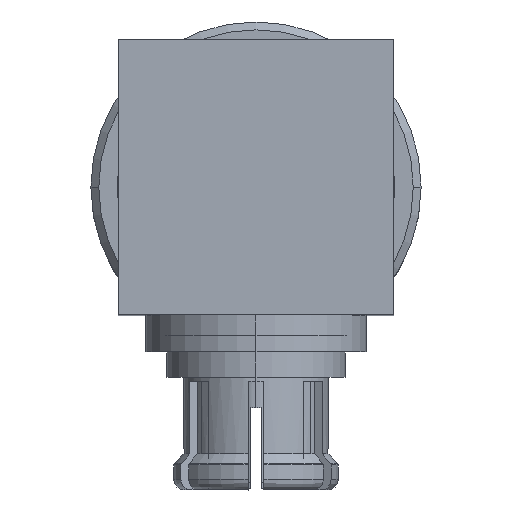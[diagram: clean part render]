
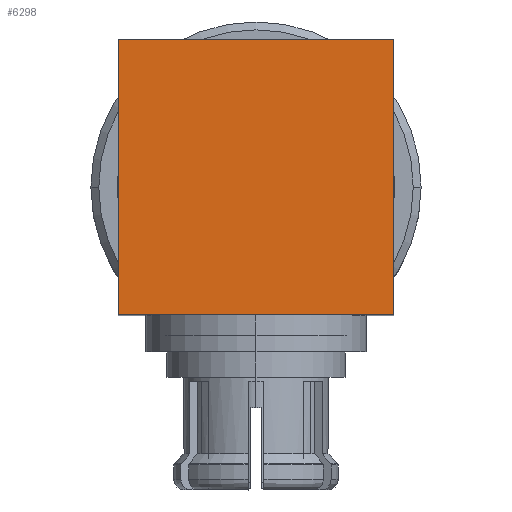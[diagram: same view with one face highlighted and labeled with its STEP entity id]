
A CAD part, top view. The second image highlights one B-rep face of the part: STEP entity #6298.
In plain terms, the highlighted face is planar.
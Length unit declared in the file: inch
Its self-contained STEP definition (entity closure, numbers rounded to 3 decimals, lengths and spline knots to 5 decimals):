
#138 = VERTEX_POINT ( 'NONE', #1232 ) ;
#542 = EDGE_CURVE ( 'NONE', #6567, #1717, #5431, .T. ) ;
#637 = VECTOR ( 'NONE', #5733, 39.37008 ) ;
#815 = CARTESIAN_POINT ( 'NONE',  ( -1.13982, -0.20964, 0.05256 ) ) ;
#1162 = CARTESIAN_POINT ( 'NONE',  ( -1.13982, -0.20964, 0.05256 ) ) ;
#1232 = CARTESIAN_POINT ( 'NONE',  ( -1.13982, -0.10452, -0.05256 ) ) ;
#1429 = VECTOR ( 'NONE', #4730, 39.37008 ) ;
#1520 = EDGE_LOOP ( 'NONE', ( #5242, #2263, #8980, #7524 ) ) ;
#1717 = VERTEX_POINT ( 'NONE', #2983 ) ;
#1863 = PLANE ( 'NONE',  #2965 ) ;
#2263 = ORIENTED_EDGE ( 'NONE', *, *, #3111, .F. ) ;
#2480 = VECTOR ( 'NONE', #4865, 39.37008 ) ;
#2965 = AXIS2_PLACEMENT_3D ( 'NONE', #1162, #3998, #6791 ) ;
#2983 = CARTESIAN_POINT ( 'NONE',  ( -1.13982, -0.20964, -0.05256 ) ) ;
#3111 = EDGE_CURVE ( 'NONE', #1717, #138, #6870, .T. ) ;
#3936 = CARTESIAN_POINT ( 'NONE',  ( -1.13982, -0.20964, 0.05256 ) ) ;
#3998 = DIRECTION ( 'NONE',  ( -1., 0., 0. ) ) ;
#4110 = CARTESIAN_POINT ( 'NONE',  ( -1.13982, 0., -0.05256 ) ) ;
#4242 = LINE ( 'NONE', #7807, #6790 ) ;
#4730 = DIRECTION ( 'NONE',  ( 0., 0., -1. ) ) ;
#4865 = DIRECTION ( 'NONE',  ( 0., 1., 0. ) ) ;
#4896 = EDGE_CURVE ( 'NONE', #5274, #138, #4242, .T. ) ;
#4950 = CARTESIAN_POINT ( 'NONE',  ( -1.13982, -0.20964, 0.05256 ) ) ;
#5242 = ORIENTED_EDGE ( 'NONE', *, *, #4896, .T. ) ;
#5274 = VERTEX_POINT ( 'NONE', #8981 ) ;
#5431 = LINE ( 'NONE', #3936, #1429 ) ;
#5733 = DIRECTION ( 'NONE',  ( 0., 1., 0. ) ) ;
#6298 = ADVANCED_FACE ( 'NONE', ( #9016 ), #1863, .T. ) ;
#6467 = LINE ( 'NONE', #4950, #637 ) ;
#6567 = VERTEX_POINT ( 'NONE', #815 ) ;
#6790 = VECTOR ( 'NONE', #8517, 39.37008 ) ;
#6791 = DIRECTION ( 'NONE',  ( 0., 0., 1. ) ) ;
#6870 = LINE ( 'NONE', #4110, #2480 ) ;
#7524 = ORIENTED_EDGE ( 'NONE', *, *, #8446, .T. ) ;
#7807 = CARTESIAN_POINT ( 'NONE',  ( -1.13982, -0.10452, 0.05256 ) ) ;
#8446 = EDGE_CURVE ( 'NONE', #6567, #5274, #6467, .T. ) ;
#8517 = DIRECTION ( 'NONE',  ( 0., 0., -1. ) ) ;
#8980 = ORIENTED_EDGE ( 'NONE', *, *, #542, .F. ) ;
#8981 = CARTESIAN_POINT ( 'NONE',  ( -1.13982, -0.10452, 0.05256 ) ) ;
#9016 = FACE_OUTER_BOUND ( 'NONE', #1520, .T. ) ;
